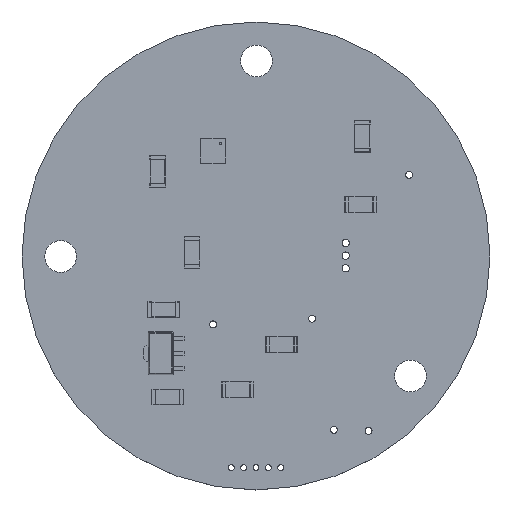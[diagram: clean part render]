
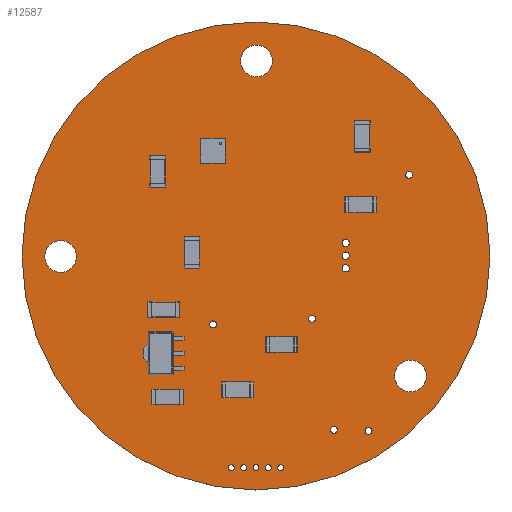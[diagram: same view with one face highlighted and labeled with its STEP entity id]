
A CAD part, top view. The second image highlights one B-rep face of the part: STEP entity #12587.
In plain terms, the highlighted planar face has unit normal (0, 0, 1).
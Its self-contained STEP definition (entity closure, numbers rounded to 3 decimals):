
#12376 = VERTEX_POINT('',#12377);
#12377 = CARTESIAN_POINT('',(163.6,-99.975,1.51));
#12383 = EDGE_CURVE('',#12376,#12376,#12384,.T.);
#12384 = CIRCLE('',#12385,23.6);
#12385 = AXIS2_PLACEMENT_3D('',#12386,#12387,#12388);
#12386 = CARTESIAN_POINT('',(140.,-99.975,1.51));
#12387 = DIRECTION('',(0.,0.,1.));
#12388 = DIRECTION('',(1.,0.,-0.));
#12587 = ADVANCED_FACE('',(#12588,#12591,#12602,#12613,#12624,#12635,
    #12646,#12657,#12668,#12679,#12690,#12701,#12712,#12723,#12734,
    #12745,#12756),#12767,.T.);
#12588 = FACE_BOUND('',#12589,.T.);
#12589 = EDGE_LOOP('',(#12590));
#12590 = ORIENTED_EDGE('',*,*,#12383,.T.);
#12591 = FACE_BOUND('',#12592,.T.);
#12592 = EDGE_LOOP('',(#12593));
#12593 = ORIENTED_EDGE('',*,*,#12594,.T.);
#12594 = EDGE_CURVE('',#12595,#12595,#12597,.T.);
#12595 = VERTEX_POINT('',#12596);
#12596 = CARTESIAN_POINT('',(137.5,-121.625,1.51));
#12597 = CIRCLE('',#12598,0.3);
#12598 = AXIS2_PLACEMENT_3D('',#12599,#12600,#12601);
#12599 = CARTESIAN_POINT('',(137.5,-121.325,1.51));
#12600 = DIRECTION('',(-0.,0.,-1.));
#12601 = DIRECTION('',(-0.,-1.,0.));
#12602 = FACE_BOUND('',#12603,.T.);
#12603 = EDGE_LOOP('',(#12604));
#12604 = ORIENTED_EDGE('',*,*,#12605,.T.);
#12605 = EDGE_CURVE('',#12606,#12606,#12608,.T.);
#12606 = VERTEX_POINT('',#12607);
#12607 = CARTESIAN_POINT('',(135.675,-107.225,1.51));
#12608 = CIRCLE('',#12609,0.35);
#12609 = AXIS2_PLACEMENT_3D('',#12610,#12611,#12612);
#12610 = CARTESIAN_POINT('',(135.675,-106.875,1.51));
#12611 = DIRECTION('',(-0.,0.,-1.));
#12612 = DIRECTION('',(-0.,-1.,0.));
#12613 = FACE_BOUND('',#12614,.T.);
#12614 = EDGE_LOOP('',(#12615));
#12615 = ORIENTED_EDGE('',*,*,#12616,.T.);
#12616 = EDGE_CURVE('',#12617,#12617,#12619,.T.);
#12617 = VERTEX_POINT('',#12618);
#12618 = CARTESIAN_POINT('',(138.75,-121.625,1.51));
#12619 = CIRCLE('',#12620,0.3);
#12620 = AXIS2_PLACEMENT_3D('',#12621,#12622,#12623);
#12621 = CARTESIAN_POINT('',(138.75,-121.325,1.51));
#12622 = DIRECTION('',(-0.,0.,-1.));
#12623 = DIRECTION('',(-0.,-1.,0.));
#12624 = FACE_BOUND('',#12625,.T.);
#12625 = EDGE_LOOP('',(#12626));
#12626 = ORIENTED_EDGE('',*,*,#12627,.T.);
#12627 = EDGE_CURVE('',#12628,#12628,#12630,.T.);
#12628 = VERTEX_POINT('',#12629);
#12629 = CARTESIAN_POINT('',(140.,-121.625,1.51));
#12630 = CIRCLE('',#12631,0.3);
#12631 = AXIS2_PLACEMENT_3D('',#12632,#12633,#12634);
#12632 = CARTESIAN_POINT('',(140.,-121.325,1.51));
#12633 = DIRECTION('',(-0.,0.,-1.));
#12634 = DIRECTION('',(-0.,-1.,0.));
#12635 = FACE_BOUND('',#12636,.T.);
#12636 = EDGE_LOOP('',(#12637));
#12637 = ORIENTED_EDGE('',*,*,#12638,.T.);
#12638 = EDGE_CURVE('',#12639,#12639,#12641,.T.);
#12639 = VERTEX_POINT('',#12640);
#12640 = CARTESIAN_POINT('',(141.25,-121.625,1.51));
#12641 = CIRCLE('',#12642,0.3);
#12642 = AXIS2_PLACEMENT_3D('',#12643,#12644,#12645);
#12643 = CARTESIAN_POINT('',(141.25,-121.325,1.51));
#12644 = DIRECTION('',(-0.,0.,-1.));
#12645 = DIRECTION('',(-0.,-1.,0.));
#12646 = FACE_BOUND('',#12647,.T.);
#12647 = EDGE_LOOP('',(#12648));
#12648 = ORIENTED_EDGE('',*,*,#12649,.T.);
#12649 = EDGE_CURVE('',#12650,#12650,#12652,.T.);
#12650 = VERTEX_POINT('',#12651);
#12651 = CARTESIAN_POINT('',(142.5,-121.625,1.51));
#12652 = CIRCLE('',#12653,0.3);
#12653 = AXIS2_PLACEMENT_3D('',#12654,#12655,#12656);
#12654 = CARTESIAN_POINT('',(142.5,-121.325,1.51));
#12655 = DIRECTION('',(-0.,0.,-1.));
#12656 = DIRECTION('',(-0.,-1.,0.));
#12657 = FACE_BOUND('',#12658,.T.);
#12658 = EDGE_LOOP('',(#12659));
#12659 = ORIENTED_EDGE('',*,*,#12660,.T.);
#12660 = EDGE_CURVE('',#12661,#12661,#12663,.T.);
#12661 = VERTEX_POINT('',#12662);
#12662 = CARTESIAN_POINT('',(147.85,-117.85,1.51));
#12663 = CIRCLE('',#12664,0.35);
#12664 = AXIS2_PLACEMENT_3D('',#12665,#12666,#12667);
#12665 = CARTESIAN_POINT('',(147.85,-117.5,1.51));
#12666 = DIRECTION('',(-0.,0.,-1.));
#12667 = DIRECTION('',(-0.,-1.,0.));
#12668 = FACE_BOUND('',#12669,.T.);
#12669 = EDGE_LOOP('',(#12670));
#12670 = ORIENTED_EDGE('',*,*,#12671,.T.);
#12671 = EDGE_CURVE('',#12672,#12672,#12674,.T.);
#12672 = VERTEX_POINT('',#12673);
#12673 = CARTESIAN_POINT('',(151.35,-117.975,1.51));
#12674 = CIRCLE('',#12675,0.35);
#12675 = AXIS2_PLACEMENT_3D('',#12676,#12677,#12678);
#12676 = CARTESIAN_POINT('',(151.35,-117.625,1.51));
#12677 = DIRECTION('',(-0.,0.,-1.));
#12678 = DIRECTION('',(-0.,-1.,0.));
#12679 = FACE_BOUND('',#12680,.T.);
#12680 = EDGE_LOOP('',(#12681));
#12681 = ORIENTED_EDGE('',*,*,#12682,.T.);
#12682 = EDGE_CURVE('',#12683,#12683,#12685,.T.);
#12683 = VERTEX_POINT('',#12684);
#12684 = CARTESIAN_POINT('',(155.575,-113.675,1.51));
#12685 = CIRCLE('',#12686,1.6);
#12686 = AXIS2_PLACEMENT_3D('',#12687,#12688,#12689);
#12687 = CARTESIAN_POINT('',(155.575,-112.075,1.51));
#12688 = DIRECTION('',(-0.,0.,-1.));
#12689 = DIRECTION('',(-0.,-1.,0.));
#12690 = FACE_BOUND('',#12691,.T.);
#12691 = EDGE_LOOP('',(#12692));
#12692 = ORIENTED_EDGE('',*,*,#12693,.T.);
#12693 = EDGE_CURVE('',#12694,#12694,#12696,.T.);
#12694 = VERTEX_POINT('',#12695);
#12695 = CARTESIAN_POINT('',(145.65,-106.65,1.51));
#12696 = CIRCLE('',#12697,0.35);
#12697 = AXIS2_PLACEMENT_3D('',#12698,#12699,#12700);
#12698 = CARTESIAN_POINT('',(145.65,-106.3,1.51));
#12699 = DIRECTION('',(-0.,0.,-1.));
#12700 = DIRECTION('',(-0.,-1.,0.));
#12701 = FACE_BOUND('',#12702,.T.);
#12702 = EDGE_LOOP('',(#12703));
#12703 = ORIENTED_EDGE('',*,*,#12704,.T.);
#12704 = EDGE_CURVE('',#12705,#12705,#12707,.T.);
#12705 = VERTEX_POINT('',#12706);
#12706 = CARTESIAN_POINT('',(149.05,-101.59,1.51));
#12707 = CIRCLE('',#12708,0.375);
#12708 = AXIS2_PLACEMENT_3D('',#12709,#12710,#12711);
#12709 = CARTESIAN_POINT('',(149.05,-101.215,1.51));
#12710 = DIRECTION('',(-0.,0.,-1.));
#12711 = DIRECTION('',(-0.,-1.,0.));
#12712 = FACE_BOUND('',#12713,.T.);
#12713 = EDGE_LOOP('',(#12714));
#12714 = ORIENTED_EDGE('',*,*,#12715,.T.);
#12715 = EDGE_CURVE('',#12716,#12716,#12718,.T.);
#12716 = VERTEX_POINT('',#12717);
#12717 = CARTESIAN_POINT('',(120.3,-101.625,1.51));
#12718 = CIRCLE('',#12719,1.6);
#12719 = AXIS2_PLACEMENT_3D('',#12720,#12721,#12722);
#12720 = CARTESIAN_POINT('',(120.3,-100.025,1.51));
#12721 = DIRECTION('',(-0.,0.,-1.));
#12722 = DIRECTION('',(0.,-1.,0.));
#12723 = FACE_BOUND('',#12724,.T.);
#12724 = EDGE_LOOP('',(#12725));
#12725 = ORIENTED_EDGE('',*,*,#12726,.T.);
#12726 = EDGE_CURVE('',#12727,#12727,#12729,.T.);
#12727 = VERTEX_POINT('',#12728);
#12728 = CARTESIAN_POINT('',(149.05,-100.32,1.51));
#12729 = CIRCLE('',#12730,0.375);
#12730 = AXIS2_PLACEMENT_3D('',#12731,#12732,#12733);
#12731 = CARTESIAN_POINT('',(149.05,-99.945,1.51));
#12732 = DIRECTION('',(-0.,0.,-1.));
#12733 = DIRECTION('',(-0.,-1.,0.));
#12734 = FACE_BOUND('',#12735,.T.);
#12735 = EDGE_LOOP('',(#12736));
#12736 = ORIENTED_EDGE('',*,*,#12737,.T.);
#12737 = EDGE_CURVE('',#12738,#12738,#12740,.T.);
#12738 = VERTEX_POINT('',#12739);
#12739 = CARTESIAN_POINT('',(149.05,-99.05,1.51));
#12740 = CIRCLE('',#12741,0.375);
#12741 = AXIS2_PLACEMENT_3D('',#12742,#12743,#12744);
#12742 = CARTESIAN_POINT('',(149.05,-98.675,1.51));
#12743 = DIRECTION('',(-0.,0.,-1.));
#12744 = DIRECTION('',(-0.,-1.,0.));
#12745 = FACE_BOUND('',#12746,.T.);
#12746 = EDGE_LOOP('',(#12747));
#12747 = ORIENTED_EDGE('',*,*,#12748,.T.);
#12748 = EDGE_CURVE('',#12749,#12749,#12751,.T.);
#12749 = VERTEX_POINT('',#12750);
#12750 = CARTESIAN_POINT('',(155.45,-92.15,1.51));
#12751 = CIRCLE('',#12752,0.35);
#12752 = AXIS2_PLACEMENT_3D('',#12753,#12754,#12755);
#12753 = CARTESIAN_POINT('',(155.45,-91.8,1.51));
#12754 = DIRECTION('',(-0.,0.,-1.));
#12755 = DIRECTION('',(-0.,-1.,0.));
#12756 = FACE_BOUND('',#12757,.T.);
#12757 = EDGE_LOOP('',(#12758));
#12758 = ORIENTED_EDGE('',*,*,#12759,.T.);
#12759 = EDGE_CURVE('',#12760,#12760,#12762,.T.);
#12760 = VERTEX_POINT('',#12761);
#12761 = CARTESIAN_POINT('',(140.05,-81.9,1.51));
#12762 = CIRCLE('',#12763,1.6);
#12763 = AXIS2_PLACEMENT_3D('',#12764,#12765,#12766);
#12764 = CARTESIAN_POINT('',(140.05,-80.3,1.51));
#12765 = DIRECTION('',(-0.,0.,-1.));
#12766 = DIRECTION('',(-0.,-1.,0.));
#12767 = PLANE('',#12768);
#12768 = AXIS2_PLACEMENT_3D('',#12769,#12770,#12771);
#12769 = CARTESIAN_POINT('',(0.,0.,1.51));
#12770 = DIRECTION('',(0.,0.,1.));
#12771 = DIRECTION('',(1.,0.,-0.));
